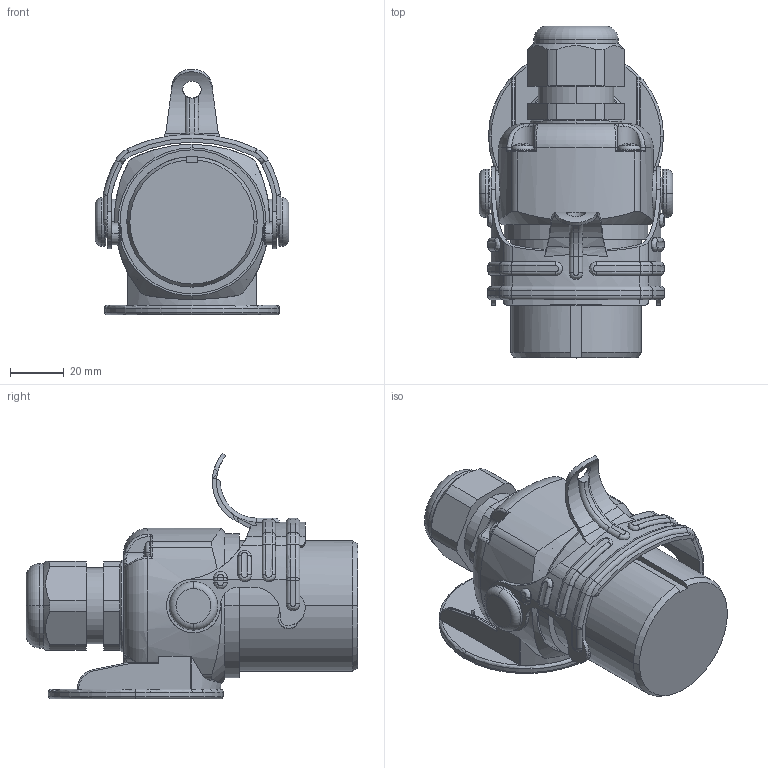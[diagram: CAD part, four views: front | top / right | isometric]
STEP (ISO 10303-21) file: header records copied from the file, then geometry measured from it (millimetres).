
FILE_DESCRIPTION((''),'2;1');
FILE_NAME('241224_SW0001','2019-05-28T15:18:43',('rdge'),(''),'CREO PARAMETRIC BY PTC INC, 2017380','CREO PARAMETRIC BY PTC INC, 2017380','');
FILE_SCHEMA(('CONFIG_CONTROL_DESIGN'));
Length unit declared in the file: millimetre
Products named in the file (1): 241224_SW0001
Bounding box: 72 x 123.3 x 91.21 mm (x, y, z)
Volume: 178265.5 mm3; surface area: 70727 mm2
Topology: 1 solids, 2 shells, 946 faces, 2377 edges, 1462 vertices
Faces by surface type: plane 387, cylinder 314, torus 146, cone 45, bspline 44, sphere 8, extrusion 2
Entity records: 35583 total; most frequent: CARTESIAN_POINT 13043, DIRECTION 4833, ORIENTED_EDGE 4754, EDGE_CURVE 2377, AXIS2_PLACEMENT_3D 1963, VERTEX_POINT 1462, CIRCLE 1063, EDGE_LOOP 981
